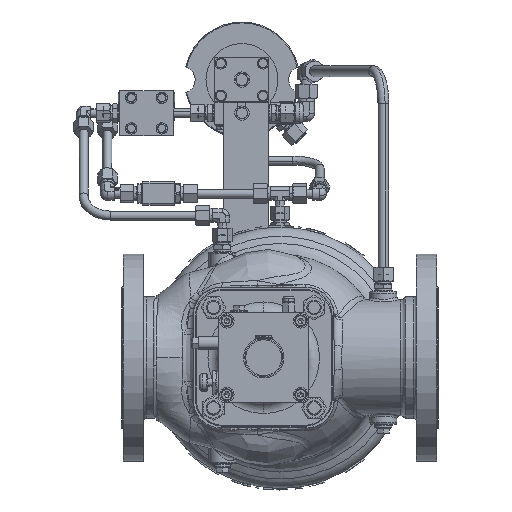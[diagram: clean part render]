
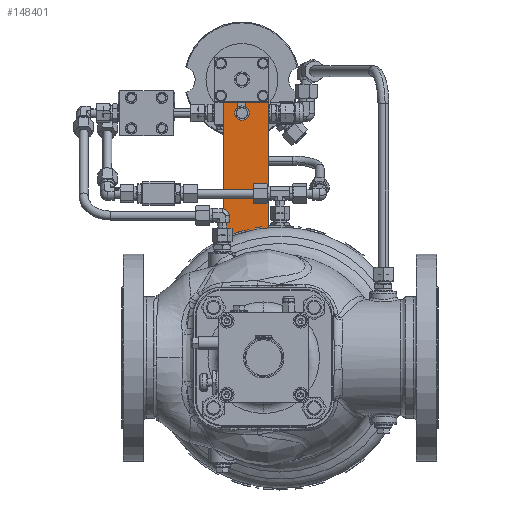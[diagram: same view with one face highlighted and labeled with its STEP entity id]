
A CAD part, front view. The second image highlights one B-rep face of the part: STEP entity #148401.
In plain terms, the highlighted planar face has unit normal (0, -1, 0).
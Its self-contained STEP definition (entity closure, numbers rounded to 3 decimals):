
#283 = LINE ( 'NONE', #37443, #12640 ) ;
#2504 = VERTEX_POINT ( 'NONE', #174253 ) ;
#3468 = AXIS2_PLACEMENT_3D ( 'NONE', #219566, #101343, #239389 ) ;
#12134 = DIRECTION ( 'NONE',  ( 0., 0., 1. ) ) ;
#12640 = VECTOR ( 'NONE', #114137, 1000. ) ;
#16059 = ORIENTED_EDGE ( 'NONE', *, *, #27368, .T. ) ;
#17722 = EDGE_LOOP ( 'NONE', ( #176755, #222008, #16059, #167673, #23259, #150051, #204226, #80765, #176287 ) ) ;
#20257 = CARTESIAN_POINT ( 'NONE',  ( -44.745, 163., 128.499 ) ) ;
#21398 = DIRECTION ( 'NONE',  ( 1., 0., 0. ) ) ;
#22189 = DIRECTION ( 'NONE',  ( 0., 0., -1. ) ) ;
#23259 = ORIENTED_EDGE ( 'NONE', *, *, #150742, .T. ) ;
#24562 = CARTESIAN_POINT ( 'NONE',  ( -24.245, 163., 269.284 ) ) ;
#27368 = EDGE_CURVE ( 'Defeature ausgef�hrt1_689+Defeature ausgef�hrt1_691+Defeature ausgef�hrt1_813+Defeature ausgef�hrt1_597', #119027, #55376, #75530, .T. ) ;
#28151 = VERTEX_POINT ( 'NONE', #123525 ) ;
#28419 = EDGE_CURVE ( 'Defeature ausgef�hrt1_689+Defeature ausgef�hrt1_598+Defeature ausgef�hrt1_593+Defeature ausgef�hrt1_694', #125832, #28151, #53551, .T. ) ;
#29014 = CARTESIAN_POINT ( 'NONE',  ( 5.255, 163., 107.284 ) ) ;
#30190 = FACE_OUTER_BOUND ( 'NONE', #17722, .T. ) ;
#33013 = EDGE_CURVE ( 'Defeature ausgef�hrt1_689+Defeature ausgef�hrt1_594+Defeature ausgef�hrt1_595+Defeature ausgef�hrt1_593', #92273, #133935, #90422, .T. ) ;
#37443 = CARTESIAN_POINT ( 'NONE',  ( -28.745, 163., 273.784 ) ) ;
#49300 = CARTESIAN_POINT ( 'NONE',  ( 5.255, 163., 283.452 ) ) ;
#52183 = CARTESIAN_POINT ( 'NONE',  ( -28.745, 163., 273.784 ) ) ;
#53551 = CIRCLE ( 'NONE', #156079, 125. ) ;
#55376 = VERTEX_POINT ( 'NONE', #49300 ) ;
#60903 = AXIS2_PLACEMENT_3D ( 'NONE', #214804, #78822, #139171 ) ;
#61831 = CARTESIAN_POINT ( 'NONE',  ( -28.745, 163., 286.068 ) ) ;
#63186 = VECTOR ( 'NONE', #128926, 1000. ) ;
#64302 = AXIS2_PLACEMENT_3D ( 'NONE', #121323, #197209, #79087 ) ;
#68121 = CARTESIAN_POINT ( 'NONE',  ( -44.745, 163., 101.284 ) ) ;
#75530 = LINE ( 'NONE', #29014, #63186 ) ;
#77530 = AXIS2_PLACEMENT_3D ( 'NONE', #229416, #130162, #12134 ) ;
#78822 = DIRECTION ( 'NONE',  ( 0., -1., 0. ) ) ;
#79087 = DIRECTION ( 'NONE',  ( 0., 0., 1. ) ) ;
#80765 = ORIENTED_EDGE ( 'NONE', *, *, #164723, .T. ) ;
#90422 = CIRCLE ( 'NONE', #77530, 4.5 ) ;
#92273 = VERTEX_POINT ( 'NONE', #24562 ) ;
#93778 = EDGE_CURVE ( 'Defeature ausgef�hrt1_813+Defeature ausgef�hrt1_689+Defeature ausgef�hrt1_814+Defeature ausgef�hrt1_814', #119027, #105798, #156766, .T. ) ;
#93873 = VECTOR ( 'NONE', #22189, 1000. ) ;
#100858 = EDGE_CURVE ( 'Defeature ausgef�hrt1_689+Defeature ausgef�hrt1_594+Defeature ausgef�hrt1_595+Defeature ausgef�hrt1_593', #2504, #92273, #233789, .T. ) ;
#101343 = DIRECTION ( 'NONE',  ( 0., 1., 0. ) ) ;
#105798 = VERTEX_POINT ( 'NONE', #20257 ) ;
#114137 = DIRECTION ( 'NONE',  ( 0., 0., 1. ) ) ;
#117869 = EDGE_CURVE ( 'Defeature ausgef�hrt1_689+Defeature ausgef�hrt1_694+Defeature ausgef�hrt1_598+Defeature ausgef�hrt1_813', #28151, #105798, #216100, .T. ) ;
#119027 = VERTEX_POINT ( 'NONE', #168674 ) ;
#121323 = CARTESIAN_POINT ( 'NONE',  ( -21.245, 163., 161.293 ) ) ;
#123525 = CARTESIAN_POINT ( 'NONE',  ( -44.745, 163., 284.064 ) ) ;
#125832 = VERTEX_POINT ( 'NONE', #61831 ) ;
#127748 = DIRECTION ( 'NONE',  ( 0., -1., 0. ) ) ;
#128926 = DIRECTION ( 'NONE',  ( 0., 0., 1. ) ) ;
#130162 = DIRECTION ( 'NONE',  ( 0., 1., 0. ) ) ;
#133935 = VERTEX_POINT ( 'NONE', #52183 ) ;
#136228 = VERTEX_POINT ( 'NONE', #163933 ) ;
#139171 = DIRECTION ( 'NONE',  ( 0., 0., 1. ) ) ;
#148401 = ADVANCED_FACE ( 'Defeature ausgef�hrt1_689', ( #30190 ), #170059, .T. ) ;
#148457 = DIRECTION ( 'NONE',  ( 0., 0., 1. ) ) ;
#149235 = EDGE_CURVE ( 'Defeature ausgef�hrt1_689+Defeature ausgef�hrt1_597+Defeature ausgef�hrt1_691+Defeature ausgef�hrt1_595', #55376, #136228, #156238, .T. ) ;
#150051 = ORIENTED_EDGE ( 'NONE', *, *, #100858, .T. ) ;
#150181 = CARTESIAN_POINT ( 'NONE',  ( -21.245, 163., 161.293 ) ) ;
#150742 = EDGE_CURVE ( 'Defeature ausgef�hrt1_689+Defeature ausgef�hrt1_595+Defeature ausgef�hrt1_597+Defeature ausgef�hrt1_594', #136228, #2504, #251182, .T. ) ;
#155958 = AXIS2_PLACEMENT_3D ( 'NONE', #217984, #237799, #21398 ) ;
#156079 = AXIS2_PLACEMENT_3D ( 'NONE', #150181, #127748, #148457 ) ;
#156238 = CIRCLE ( 'NONE', #64302, 125. ) ;
#156766 = CIRCLE ( 'NONE', #155958, 143. ) ;
#163933 = CARTESIAN_POINT ( 'NONE',  ( -19.745, 163., 286.284 ) ) ;
#164723 = EDGE_CURVE ( 'Defeature ausgef�hrt1_689+Defeature ausgef�hrt1_593+Defeature ausgef�hrt1_594+Defeature ausgef�hrt1_598', #133935, #125832, #283, .T. ) ;
#167673 = ORIENTED_EDGE ( 'NONE', *, *, #149235, .T. ) ;
#168674 = CARTESIAN_POINT ( 'NONE',  ( 5.255, 163., 142.431 ) ) ;
#170059 = PLANE ( 'NONE',  #60903 ) ;
#174253 = CARTESIAN_POINT ( 'NONE',  ( -19.745, 163., 273.784 ) ) ;
#176287 = ORIENTED_EDGE ( 'NONE', *, *, #28419, .T. ) ;
#176755 = ORIENTED_EDGE ( 'NONE', *, *, #117869, .T. ) ;
#197209 = DIRECTION ( 'NONE',  ( 0., -1., 0. ) ) ;
#204226 = ORIENTED_EDGE ( 'NONE', *, *, #33013, .T. ) ;
#210175 = VECTOR ( 'NONE', #225975, 1000. ) ;
#214514 = CARTESIAN_POINT ( 'NONE',  ( -19.745, 163., 273.784 ) ) ;
#214804 = CARTESIAN_POINT ( 'NONE',  ( -21.245, 163., 161.293 ) ) ;
#216100 = LINE ( 'NONE', #68121, #210175 ) ;
#217984 = CARTESIAN_POINT ( 'NONE',  ( 18., 163., 0. ) ) ;
#219566 = CARTESIAN_POINT ( 'NONE',  ( -24.245, 163., 273.784 ) ) ;
#222008 = ORIENTED_EDGE ( 'NONE', *, *, #93778, .F. ) ;
#225975 = DIRECTION ( 'NONE',  ( 0., 0., -1. ) ) ;
#229416 = CARTESIAN_POINT ( 'NONE',  ( -24.245, 163., 273.784 ) ) ;
#233789 = CIRCLE ( 'NONE', #3468, 4.5 ) ;
#237799 = DIRECTION ( 'NONE',  ( 0., -1., 0. ) ) ;
#239389 = DIRECTION ( 'NONE',  ( 0., 0., 1. ) ) ;
#251182 = LINE ( 'NONE', #214514, #93873 ) ;
